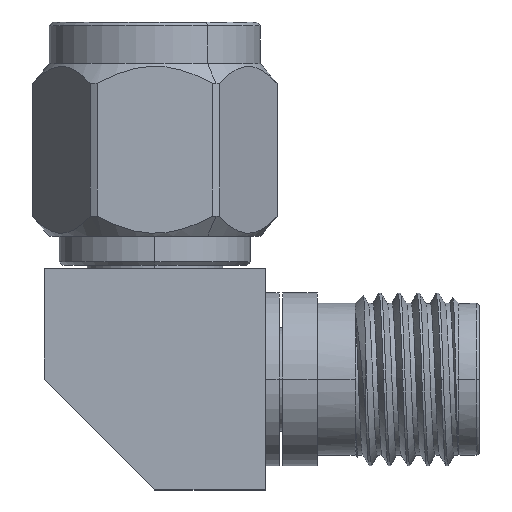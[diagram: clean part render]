
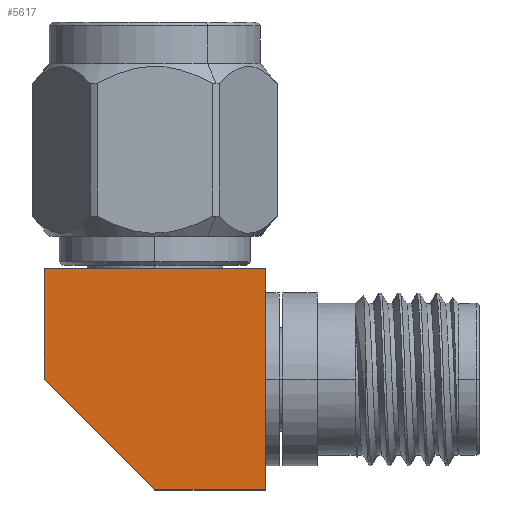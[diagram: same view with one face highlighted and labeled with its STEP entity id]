
A CAD part, top view. The second image highlights one B-rep face of the part: STEP entity #5617.
In plain terms, the highlighted planar face has unit normal (0, 0, 1).
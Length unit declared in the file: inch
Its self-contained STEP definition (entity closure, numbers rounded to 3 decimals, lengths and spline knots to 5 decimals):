
#84 = LINE ( 'NONE', #2319, #5375 ) ;
#178 = DIRECTION ( 'NONE',  ( 0., 1., 0. ) ) ;
#399 = VERTEX_POINT ( 'NONE', #541 ) ;
#541 = CARTESIAN_POINT ( 'NONE',  ( -0.16, 0., 0.16 ) ) ;
#799 = ORIENTED_EDGE ( 'NONE', *, *, #4514, .T. ) ;
#870 = CARTESIAN_POINT ( 'NONE',  ( 0.16, 0.16, 0.16 ) ) ;
#893 = VECTOR ( 'NONE', #178, 39.37008 ) ;
#989 = AXIS2_PLACEMENT_3D ( 'NONE', #4025, #1012, #2518 ) ;
#1012 = DIRECTION ( 'NONE',  ( 0., 0., -1. ) ) ;
#1471 = DIRECTION ( 'NONE',  ( 1., 0., 0. ) ) ;
#1757 = ORIENTED_EDGE ( 'NONE', *, *, #3884, .T. ) ;
#1842 = VERTEX_POINT ( 'NONE', #4891 ) ;
#1898 = EDGE_CURVE ( 'NONE', #2933, #399, #3765, .T. ) ;
#2250 = ORIENTED_EDGE ( 'NONE', *, *, #5454, .T. ) ;
#2319 = CARTESIAN_POINT ( 'NONE',  ( -0.16, 0.16, 0.16 ) ) ;
#2472 = CARTESIAN_POINT ( 'NONE',  ( 0., -0.16, 0.16 ) ) ;
#2518 = DIRECTION ( 'NONE',  ( -1., 0., 0. ) ) ;
#2579 = LINE ( 'NONE', #5792, #893 ) ;
#2788 = VERTEX_POINT ( 'NONE', #870 ) ;
#2858 = ORIENTED_EDGE ( 'NONE', *, *, #1898, .T. ) ;
#2933 = VERTEX_POINT ( 'NONE', #4662 ) ;
#2960 = DIRECTION ( 'NONE',  ( 0.707, -0.707, 0. ) ) ;
#3007 = PLANE ( 'NONE',  #989 ) ;
#3147 = VERTEX_POINT ( 'NONE', #3149 ) ;
#3149 = CARTESIAN_POINT ( 'NONE',  ( 0.16, -0.16, 0.16 ) ) ;
#3463 = CARTESIAN_POINT ( 'NONE',  ( -0.16, -0.16, 0.16 ) ) ;
#3560 = EDGE_LOOP ( 'NONE', ( #2858, #1757, #2250, #5427, #799 ) ) ;
#3765 = LINE ( 'NONE', #3797, #6355 ) ;
#3797 = CARTESIAN_POINT ( 'NONE',  ( -0.16, -0.16, 0.16 ) ) ;
#3884 = EDGE_CURVE ( 'NONE', #399, #1842, #4416, .T. ) ;
#3997 = FACE_OUTER_BOUND ( 'NONE', #3560, .T. ) ;
#4025 = CARTESIAN_POINT ( 'NONE',  ( 0., 0., 0.16 ) ) ;
#4296 = DIRECTION ( 'NONE',  ( 0., -1., 0. ) ) ;
#4416 = LINE ( 'NONE', #2472, #4501 ) ;
#4501 = VECTOR ( 'NONE', #2960, 39.37008 ) ;
#4514 = EDGE_CURVE ( 'NONE', #2788, #2933, #84, .T. ) ;
#4662 = CARTESIAN_POINT ( 'NONE',  ( -0.16, 0.16, 0.16 ) ) ;
#4891 = CARTESIAN_POINT ( 'NONE',  ( 0., -0.16, 0.16 ) ) ;
#4945 = EDGE_CURVE ( 'NONE', #3147, #2788, #2579, .T. ) ;
#4977 = DIRECTION ( 'NONE',  ( -1., 0., 0. ) ) ;
#5375 = VECTOR ( 'NONE', #4977, 39.37008 ) ;
#5427 = ORIENTED_EDGE ( 'NONE', *, *, #4945, .T. ) ;
#5454 = EDGE_CURVE ( 'NONE', #1842, #3147, #6259, .T. ) ;
#5617 = ADVANCED_FACE ( 'NONE', ( #3997 ), #3007, .F. ) ;
#5792 = CARTESIAN_POINT ( 'NONE',  ( 0.16, -0.16, 0.16 ) ) ;
#5931 = VECTOR ( 'NONE', #1471, 39.37008 ) ;
#6259 = LINE ( 'NONE', #3463, #5931 ) ;
#6355 = VECTOR ( 'NONE', #4296, 39.37008 ) ;
